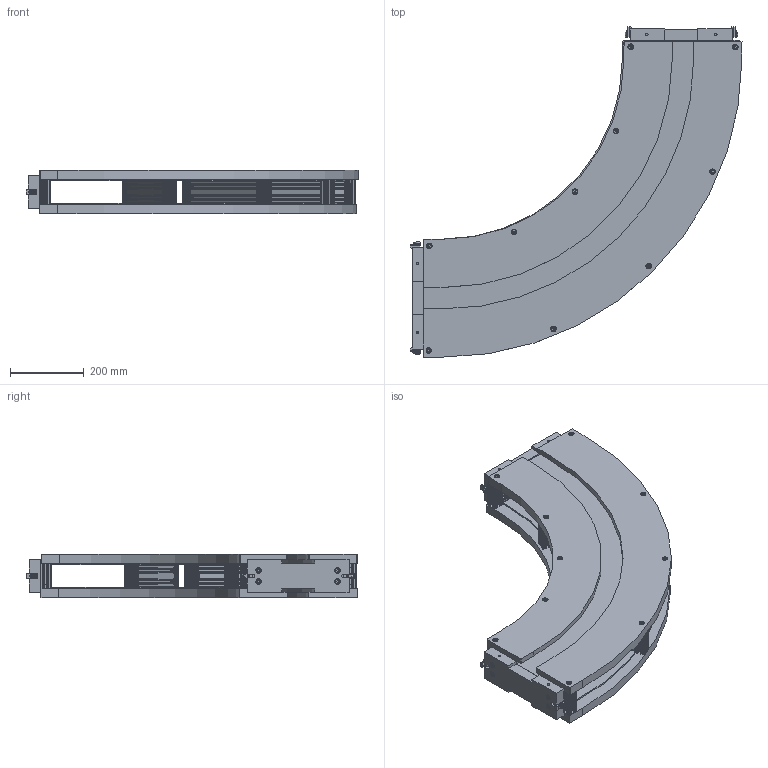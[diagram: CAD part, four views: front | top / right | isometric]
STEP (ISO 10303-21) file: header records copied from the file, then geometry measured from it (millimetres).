
FILE_DESCRIPTION(/* description */ (''),/* implementation_level */ '2;1');
FILE_NAME(/* name */ '291747-0.step',/* time_stamp */ '2021-09-06T10:21:32+02:00',/* author */ ('MuellerJ'),/* organization */ (''),/* preprocessor_version */ 'ST-DEVELOPER v18.1',/* originating_system */ 'Autodesk Inventor 2021',/* authorisation */ '');
FILE_SCHEMA (('AUTOMOTIVE_DESIGN { 1 0 10303 214 3 1 1 }'));
Length unit declared in the file: millimetre
Products named in the file (13): 29-1747-0BZ.000; leer; 29-1351-0FZ.000; leer_1; leer_2; 21-1393-2FZ.003; leer_3; 21-1189-1FZ.001; MTW_1-00126777; 29-1748-0FZ.000; leer_4; leer_5; 20-1068-0FZ.002
Assembly tree (54 placements, depth 5):
  29-1747-0BZ.000
    20-1068-0FZ.002  x10
    leer_5  x5
    leer  x2
      29-1351-0FZ.000
      leer_1
        leer_2
          21-1393-2FZ.003
          leer_3
        21-1189-1FZ.001
      leer_4
      MTW_1-00126777
    29-1748-0FZ.000  x2
    leer_4  x20
Bounding box: 900.53 x 896.19 x 118 mm (x, y, z)
Volume: 18504505 mm3; surface area: 3030703.5 mm2
Topology: 67 solids, 67 shells, 3886 faces, 11200 edges, 7428 vertices
Faces by surface type: plane 2218, cylinder 1440, cone 160, torus 68
Full cylindrical faces by diameter (mm): 6.647 x20, 8 x40, 8.2 x4, 9 x28, 13 x28, 14 x4, 15 x28
Entity records: 21254 total; most frequent: CARTESIAN_POINT 3747, DIRECTION 3554, ORIENTED_EDGE 3446, EDGE_CURVE 1723, AXIS2_PLACEMENT_3D 1193, LINE 1168, VECTOR 1168, VERTEX_POINT 1154
